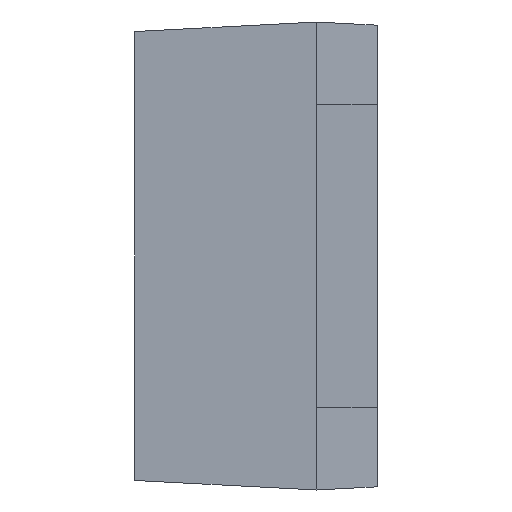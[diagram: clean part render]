
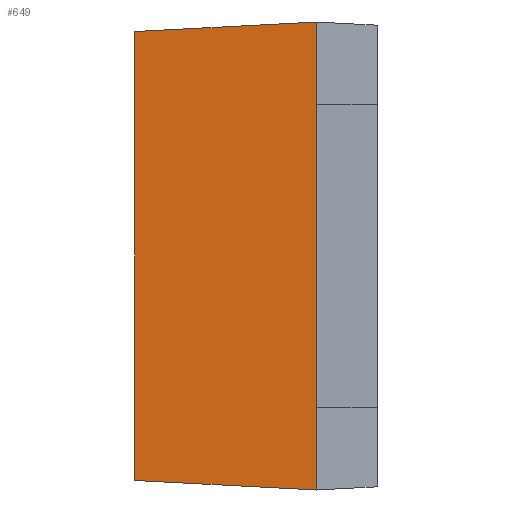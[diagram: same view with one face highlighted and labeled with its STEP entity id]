
A CAD part, left-side view. The second image highlights one B-rep face of the part: STEP entity #649.
In plain terms, the highlighted planar face has unit normal (-0.999, 0.052, 0).
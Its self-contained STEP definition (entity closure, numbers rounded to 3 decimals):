
#18 = LINE ( 'NONE', #1149, #895 ) ;
#31 = VERTEX_POINT ( 'NONE', #60 ) ;
#45 = ORIENTED_EDGE ( 'NONE', *, *, #256, .T. ) ;
#60 = CARTESIAN_POINT ( 'NONE',  ( -1.5, 0.25, 0.965 ) ) ;
#70 = ORIENTED_EDGE ( 'NONE', *, *, #252, .F. ) ;
#88 = CARTESIAN_POINT ( 'NONE',  ( -1.495, 0.351, -0.96 ) ) ;
#100 = CARTESIAN_POINT ( 'NONE',  ( -1.461, 1., 0.965 ) ) ;
#125 = VERTEX_POINT ( 'NONE', #783 ) ;
#196 = EDGE_LOOP ( 'NONE', ( #663, #829, #1177, #479, #70, #45 ) ) ;
#197 = LINE ( 'NONE', #831, #557 ) ;
#214 = FACE_OUTER_BOUND ( 'NONE', #196, .T. ) ;
#246 = VERTEX_POINT ( 'NONE', #525 ) ;
#252 = EDGE_CURVE ( 'NONE', #1162, #807, #369, .T. ) ;
#256 = EDGE_CURVE ( 'NONE', #1162, #246, #298, .T. ) ;
#298 = LINE ( 'NONE', #88, #764 ) ;
#320 = DIRECTION ( 'NONE',  ( 0., 0., 1. ) ) ;
#342 = VECTOR ( 'NONE', #1078, 1000. ) ;
#358 = EDGE_CURVE ( 'NONE', #807, #31, #197, .T. ) ;
#369 = LINE ( 'NONE', #100, #342 ) ;
#411 = LINE ( 'NONE', #514, #810 ) ;
#465 = DIRECTION ( 'NONE',  ( -0.052, -0.997, 0.052 ) ) ;
#479 = ORIENTED_EDGE ( 'NONE', *, *, #358, .F. ) ;
#514 = CARTESIAN_POINT ( 'NONE',  ( -1.5, 0.25, 0.965 ) ) ;
#525 = CARTESIAN_POINT ( 'NONE',  ( -1.5, 0.25, -0.965 ) ) ;
#557 = VECTOR ( 'NONE', #465, 1000. ) ;
#606 = EDGE_CURVE ( 'NONE', #1042, #31, #18, .T. ) ;
#609 = DIRECTION ( 'NONE',  ( 0., 0., 1. ) ) ;
#615 = DIRECTION ( 'NONE',  ( 0., 0., 1. ) ) ;
#625 = LINE ( 'NONE', #793, #654 ) ;
#647 = CARTESIAN_POINT ( 'NONE',  ( -1.5, 0.25, 0.625 ) ) ;
#649 = ADVANCED_FACE ( 'NONE', ( #214 ), #880, .T. ) ;
#654 = VECTOR ( 'NONE', #609, 1000. ) ;
#663 = ORIENTED_EDGE ( 'NONE', *, *, #677, .T. ) ;
#677 = EDGE_CURVE ( 'NONE', #246, #125, #411, .T. ) ;
#681 = CARTESIAN_POINT ( 'NONE',  ( -1.461, 1., -0.926 ) ) ;
#698 = CARTESIAN_POINT ( 'NONE',  ( -1.5, 0.25, 0.965 ) ) ;
#704 = DIRECTION ( 'NONE',  ( -0.999, 0.052, 0. ) ) ;
#708 = EDGE_CURVE ( 'NONE', #125, #1042, #625, .T. ) ;
#764 = VECTOR ( 'NONE', #992, 1000. ) ;
#783 = CARTESIAN_POINT ( 'NONE',  ( -1.5, 0.25, -0.625 ) ) ;
#793 = CARTESIAN_POINT ( 'NONE',  ( -1.5, 0.25, 0.965 ) ) ;
#807 = VERTEX_POINT ( 'NONE', #989 ) ;
#810 = VECTOR ( 'NONE', #615, 1000. ) ;
#829 = ORIENTED_EDGE ( 'NONE', *, *, #708, .T. ) ;
#831 = CARTESIAN_POINT ( 'NONE',  ( -1.5, 0.25, 0.965 ) ) ;
#880 = PLANE ( 'NONE',  #1143 ) ;
#895 = VECTOR ( 'NONE', #320, 1000. ) ;
#989 = CARTESIAN_POINT ( 'NONE',  ( -1.461, 1., 0.926 ) ) ;
#992 = DIRECTION ( 'NONE',  ( -0.052, -0.997, -0.052 ) ) ;
#1042 = VERTEX_POINT ( 'NONE', #647 ) ;
#1074 = DIRECTION ( 'NONE',  ( -0.052, -0.999, 0. ) ) ;
#1078 = DIRECTION ( 'NONE',  ( 0., 0., 1. ) ) ;
#1143 = AXIS2_PLACEMENT_3D ( 'NONE', #698, #704, #1074 ) ;
#1149 = CARTESIAN_POINT ( 'NONE',  ( -1.5, 0.25, 0.965 ) ) ;
#1162 = VERTEX_POINT ( 'NONE', #681 ) ;
#1177 = ORIENTED_EDGE ( 'NONE', *, *, #606, .T. ) ;
